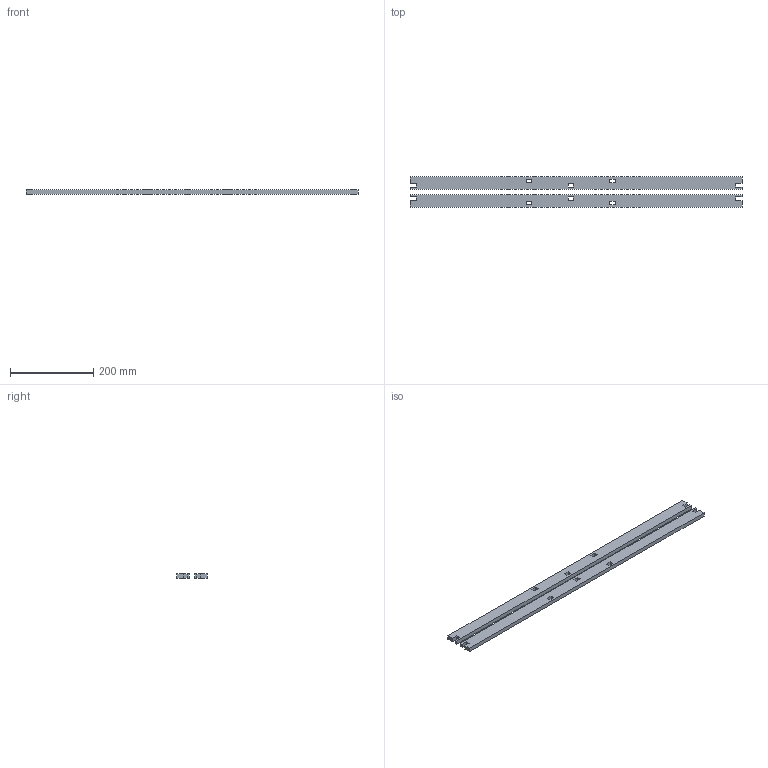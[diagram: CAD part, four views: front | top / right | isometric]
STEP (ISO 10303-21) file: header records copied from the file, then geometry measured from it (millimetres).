
FILE_DESCRIPTION(('STEP AP214'),'1');
FILE_NAME('cctmp_66B5C21C-D2C0-4293-87A8-4325A2EAEEE0_2024_05_23_13_24_03_0734..stp','2024-05-23T11:24:03',('SIEMENS A&D'),('CADClick - www.CADClick.com'),'Spatial InterOp 3D',' ','unknown authorization');
FILE_SCHEMA(('AUTOMOTIVE_DESIGN'));
Length unit declared in the file: millimetre
Products named in the file (3): cc_unnamed; 2024_05_23_13_24_03_0719; 2024_05_23_13_24_03_0682
Assembly tree (2 placements, depth 2):
  cc_unnamed
    2024_05_23_13_24_03_0719
    2024_05_23_13_24_03_0682
Bounding box: 796 x 72.5 x 10 mm (x, y, z)
Volume: 465180 mm3; surface area: 129916 mm2
Topology: 2 solids, 2 shells, 52 faces, 144 edges, 96 vertices
Faces by surface type: plane 52
Entity records: 2148 total; most frequent: CARTESIAN_POINT 295, ORIENTED_EDGE 288, DIRECTION 254, EDGE_CURVE 144, LINE 144, VECTOR 144, VERTEX_POINT 96, EDGE_LOOP 64
